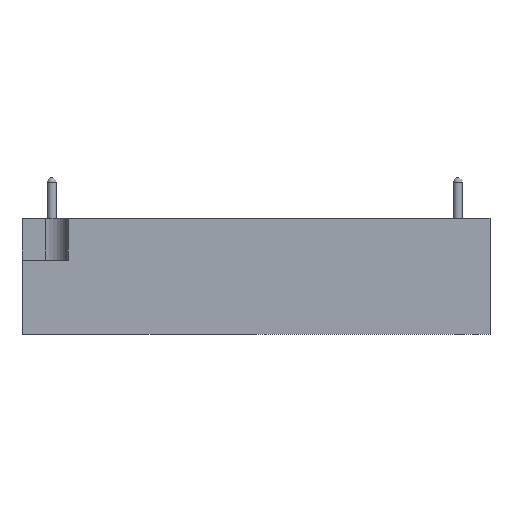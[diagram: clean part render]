
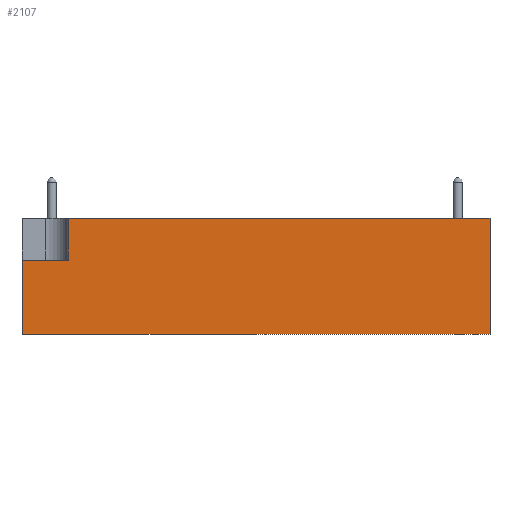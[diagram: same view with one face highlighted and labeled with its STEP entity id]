
A CAD part, left-side view. The second image highlights one B-rep face of the part: STEP entity #2107.
In plain terms, the highlighted planar face has unit normal (-1, 0, 0).
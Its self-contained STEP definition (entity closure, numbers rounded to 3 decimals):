
#59=LINE('',#2982,#148);
#65=LINE('',#2996,#154);
#66=LINE('',#2998,#155);
#67=LINE('',#3000,#156);
#68=LINE('',#3002,#157);
#69=LINE('',#3004,#158);
#148=VECTOR('',#2342,1000.);
#154=VECTOR('',#2352,1000.);
#155=VECTOR('',#2353,1000.);
#156=VECTOR('',#2354,1000.);
#157=VECTOR('',#2355,1000.);
#158=VECTOR('',#2356,1000.);
#350=ORIENTED_EDGE('',*,*,#777,.T.);
#351=ORIENTED_EDGE('',*,*,#784,.F.);
#352=ORIENTED_EDGE('',*,*,#785,.T.);
#353=ORIENTED_EDGE('',*,*,#786,.T.);
#354=ORIENTED_EDGE('',*,*,#787,.F.);
#355=ORIENTED_EDGE('',*,*,#788,.F.);
#777=EDGE_CURVE('',#1001,#1000,#59,.T.);
#784=EDGE_CURVE('',#1007,#1000,#65,.T.);
#785=EDGE_CURVE('',#1007,#1008,#66,.T.);
#786=EDGE_CURVE('',#1008,#1009,#67,.T.);
#787=EDGE_CURVE('',#1010,#1009,#68,.T.);
#788=EDGE_CURVE('',#1001,#1010,#69,.T.);
#1000=VERTEX_POINT('',#2981);
#1001=VERTEX_POINT('',#2983);
#1007=VERTEX_POINT('',#2997);
#1008=VERTEX_POINT('',#2999);
#1009=VERTEX_POINT('',#3001);
#1010=VERTEX_POINT('',#3003);
#1207=EDGE_LOOP('',(#350,#351,#352,#353,#354,#355));
#1322=FACE_BOUND('',#1207,.T.);
#1424=PLANE('',#2217);
#2107=ADVANCED_FACE('',(#1322),#1424,.T.);
#2217=AXIS2_PLACEMENT_3D('',#2995,#2350,#2351);
#2342=DIRECTION('',(0.,1.,0.));
#2350=DIRECTION('',(-1.,0.,0.));
#2351=DIRECTION('',(0.,-1.,0.));
#2352=DIRECTION('',(0.,0.,1.));
#2353=DIRECTION('',(0.,1.,0.));
#2354=DIRECTION('',(0.,0.,-1.));
#2355=DIRECTION('',(0.,1.,0.));
#2356=DIRECTION('',(0.,0.,-1.));
#2981=CARTESIAN_POINT('',(-25.25,20.25,6.25));
#2982=CARTESIAN_POINT('',(-25.25,-25.25,6.25));
#2983=CARTESIAN_POINT('',(-25.25,-25.25,6.25));
#2995=CARTESIAN_POINT('',(-25.25,-25.25,6.25));
#2996=CARTESIAN_POINT('',(-25.25,20.25,-66.253));
#2997=CARTESIAN_POINT('',(-25.25,20.25,1.75));
#2998=CARTESIAN_POINT('',(-25.25,20.25,1.75));
#2999=CARTESIAN_POINT('',(-25.25,25.25,1.75));
#3000=CARTESIAN_POINT('',(-25.25,25.25,6.25));
#3001=CARTESIAN_POINT('',(-25.25,25.25,-6.25));
#3002=CARTESIAN_POINT('',(-25.25,-25.25,-6.25));
#3003=CARTESIAN_POINT('',(-25.25,-25.25,-6.25));
#3004=CARTESIAN_POINT('',(-25.25,-25.25,6.25));
